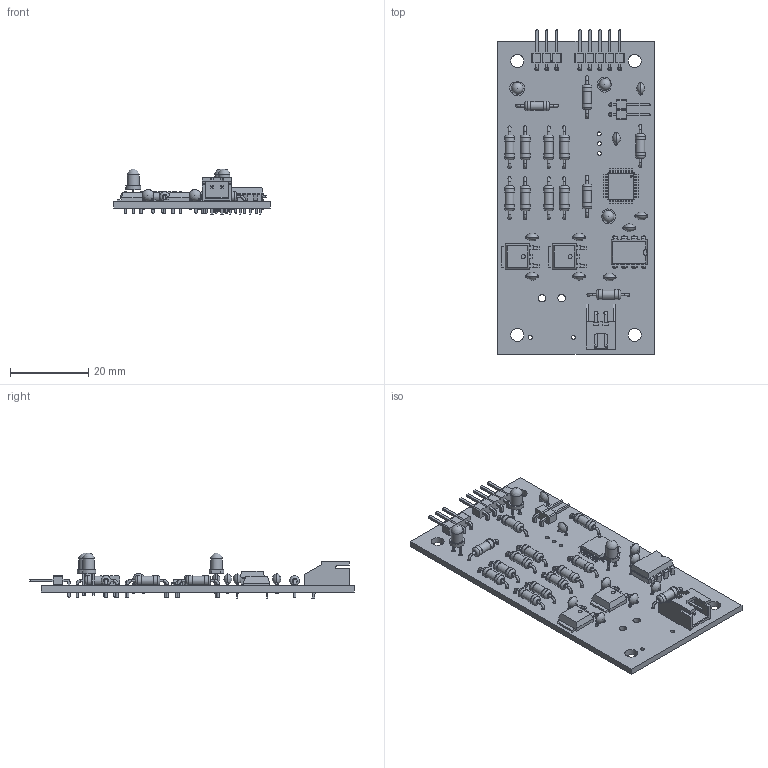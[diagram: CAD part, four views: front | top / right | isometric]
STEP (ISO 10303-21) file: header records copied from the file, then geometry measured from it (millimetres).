
FILE_DESCRIPTION(('KiCad electronic assembly'),'2;1');
FILE_NAME('ServoDriver.step','2025-04-02T15:26:11',('Pcbnew'),('Kicad'), 'Open CASCADE STEP processor 7.6','KiCad to STEP converter','Unknown' );
FILE_SCHEMA(('AUTOMOTIVE_DESIGN { 1 0 10303 214 1 1 1 1 }'));
Length unit declared in the file: millimetre
Products named in the file (22): ServoDriver 1; C_Disc_D3.0mm_W2.0mm_P2.50mm; C_Disc_D30mm_W20mm_P250mm; R_Axial_DIN0207_L6.3mm_D2.5mm_P10.16mm_Horizontal; R_Axial_DIN0207_L63mm_D25mm_P1016mm_Horizontal; TO-252-2; CQ assembly; PinHeader_1x02_P2.54mm_Horizontal; PinHeader_1x02_P254mm_Horizontal; PinHeader_1x05_P2.54mm_Horizontal; PinHeader_1x05_P254mm_Horizontal; LQFP-32_7x7mm_P0.8mm; LQFP_32_7x7mm_P08mm; DIP-8_W7.62mm; LED_D3.0mm; PinHeader_1x03_P2.54mm_Horizontal; PinHeader_1x03_P254mm_Horizontal; JST_XH_S2B-XH-A_1x02_P2.50mm_Horizontal; JST_S2B_XH_A; ServoDriver_PCB
Assembly tree (44 placements, depth 3):
  ServoDriver 1
    C_Disc_D3.0mm_W2.0mm_P2.50mm  x9
      C_Disc_D30mm_W20mm_P250mm
    R_Axial_DIN0207_L6.3mm_D2.5mm_P10.16mm_Horizontal  x13
      R_Axial_DIN0207_L63mm_D25mm_P1016mm_Horizontal
    TO-252-2  x2
      CQ assembly
    PinHeader_1x02_P2.54mm_Horizontal
      PinHeader_1x02_P254mm_Horizontal
    PinHeader_1x05_P2.54mm_Horizontal
      PinHeader_1x05_P254mm_Horizontal
    LQFP-32_7x7mm_P0.8mm
      LQFP_32_7x7mm_P08mm
    DIP-8_W7.62mm
      DIP-8_W7.62mm
    LED_D3.0mm  x3
      LED_D3.0mm
    PinHeader_1x03_P2.54mm_Horizontal
      PinHeader_1x03_P254mm_Horizontal
    JST_XH_S2B-XH-A_1x02_P2.50mm_Horizontal
      JST_S2B_XH_A
    ServoDriver_PCB
Bounding box: 40 x 83.04 x 11.7 mm (x, y, z)
Volume: 6415.4 mm3; surface area: 10528.1 mm2
Topology: 42 solids, 42 shells, 1681 faces, 4182 edges, 2649 vertices
Faces by surface type: plane 1092, cylinder 422, bspline 76, torus 52, sphere 21, revolution 18
Full cylindrical faces by diameter (mm): 0.5 x19, 0.6 x52, 0.8 x52, 0.9 x6, 1 x19, 1.9 x2, 2.25 x13, 2.5 x26, 3 x3, 3.34 x4
Entity records: 47348 total; most frequent: CARTESIAN_POINT 7548, ORIENTED_EDGE 6642, DIRECTION 6300, EDGE_CURVE 3321, LINE 2692, VECTOR 2692, VERTEX_POINT 2116, AXIS2_PLACEMENT_3D 1803
